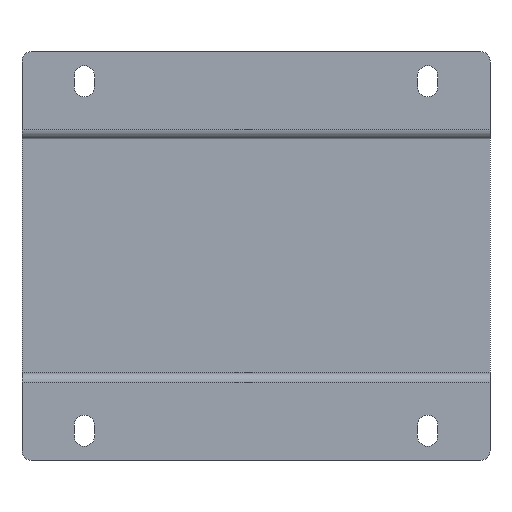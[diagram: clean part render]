
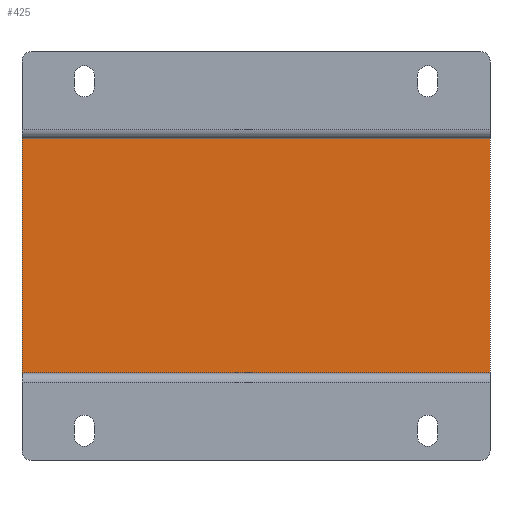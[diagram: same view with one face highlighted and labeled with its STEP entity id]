
A CAD part, front view. The second image highlights one B-rep face of the part: STEP entity #425.
In plain terms, the highlighted planar face has unit normal (0, -1, 0).
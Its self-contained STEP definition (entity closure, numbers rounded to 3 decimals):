
#53=DIRECTION('',(1.,0.,0.));
#54=VECTOR('',#53,150.);
#55=CARTESIAN_POINT('',(-75.,-100.,75.));
#56=LINE('',#55,#54);
#57=DIRECTION('',(0.,0.,-1.));
#58=VECTOR('',#57,75.);
#59=CARTESIAN_POINT('',(75.,-100.,75.));
#60=LINE('',#59,#58);
#61=DIRECTION('',(-1.,0.,0.));
#62=VECTOR('',#61,150.);
#63=CARTESIAN_POINT('',(75.,-100.,0.));
#64=LINE('',#63,#62);
#241=DIRECTION('',(0.,0.,-1.));
#242=VECTOR('',#241,75.);
#243=CARTESIAN_POINT('',(-75.,-100.,75.));
#244=LINE('',#243,#242);
#261=CARTESIAN_POINT('',(75.,-100.,0.));
#262=CARTESIAN_POINT('',(-75.,-100.,0.));
#263=VERTEX_POINT('',#261);
#264=VERTEX_POINT('',#262);
#329=CARTESIAN_POINT('',(-75.,-100.,75.));
#330=CARTESIAN_POINT('',(75.,-100.,75.));
#331=VERTEX_POINT('',#329);
#332=VERTEX_POINT('',#330);
#412=CARTESIAN_POINT('',(-75.,-100.,0.));
#413=DIRECTION('',(0.,-1.,0.));
#414=DIRECTION('',(1.,0.,0.));
#415=AXIS2_PLACEMENT_3D('',#412,#413,#414);
#416=PLANE('',#415);
#418=ORIENTED_EDGE('',*,*,#417,.T.);
#419=ORIENTED_EDGE('',*,*,#403,.T.);
#420=ORIENTED_EDGE('',*,*,#348,.T.);
#422=ORIENTED_EDGE('',*,*,#421,.F.);
#423=EDGE_LOOP('',(#418,#419,#420,#422));
#424=FACE_OUTER_BOUND('',#423,.F.);
#348=EDGE_CURVE('',#263,#264,#64,.T.);
#403=EDGE_CURVE('',#332,#263,#60,.T.);
#417=EDGE_CURVE('',#331,#332,#56,.T.);
#421=EDGE_CURVE('',#331,#264,#244,.T.);
#425=ADVANCED_FACE('',(#424),#416,.T.);
